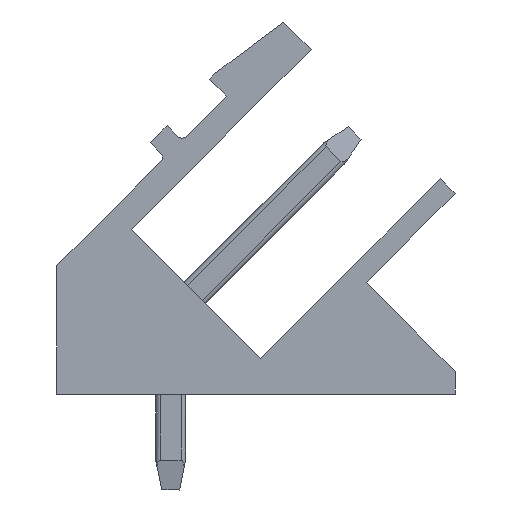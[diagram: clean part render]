
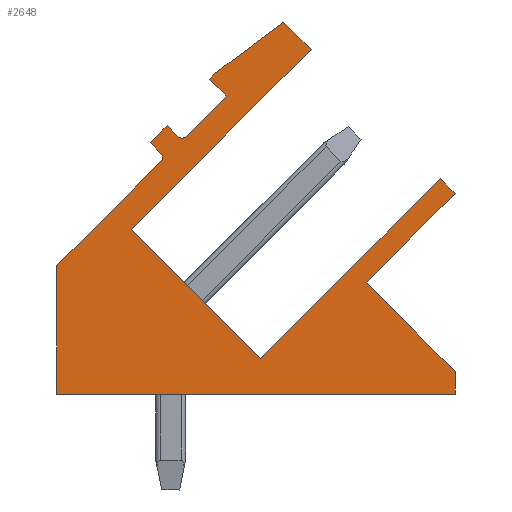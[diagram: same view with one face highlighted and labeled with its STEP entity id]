
A CAD part, left-side view. The second image highlights one B-rep face of the part: STEP entity #2648.
In plain terms, the highlighted planar face has unit normal (-1, 0, 0).
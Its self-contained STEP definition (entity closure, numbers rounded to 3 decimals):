
#1299=AXIS2_PLACEMENT_3D('Circle Axis2P3D',#1297,#1298,$) ;
#1423=AXIS2_PLACEMENT_3D('Circle Axis2P3D',#1421,#1422,$) ;
#2624=AXIS2_PLACEMENT_3D('Plane Axis2P3D',#2621,#2622,#2623) ;
#49=CARTESIAN_POINT('Vertex',(0.,6.505,4.385)) ;
#52=CARTESIAN_POINT('Line Origine',(0.,3.5,7.39)) ;
#56=CARTESIAN_POINT('Vertex',(0.,0.495,10.395)) ;
#87=CARTESIAN_POINT('Vertex',(0.,10.819,8.698)) ;
#90=CARTESIAN_POINT('Line Origine',(0.,8.662,6.541)) ;
#1108=CARTESIAN_POINT('Vertex',(0.,4.808,14.708)) ;
#1111=CARTESIAN_POINT('Line Origine',(0.,7.814,11.703)) ;
#1139=CARTESIAN_POINT('Vertex',(0.,5.728,15.628)) ;
#1142=CARTESIAN_POINT('Line Origine',(0.,5.268,15.168)) ;
#1170=CARTESIAN_POINT('Vertex',(0.,7.99,13.931)) ;
#1173=CARTESIAN_POINT('Line Origine',(0.,6.859,14.779)) ;
#1201=CARTESIAN_POINT('Vertex',(0.,8.202,13.718)) ;
#1204=CARTESIAN_POINT('Line Origine',(0.,8.096,13.824)) ;
#1232=CARTESIAN_POINT('Vertex',(0.,7.637,13.153)) ;
#1235=CARTESIAN_POINT('Line Origine',(0.,7.92,13.436)) ;
#1263=CARTESIAN_POINT('Vertex',(0.,8.98,11.809)) ;
#1266=CARTESIAN_POINT('Line Origine',(0.,8.309,12.481)) ;
#1294=CARTESIAN_POINT('Vertex',(0.,9.263,11.809)) ;
#1297=CARTESIAN_POINT('Axis2P3D Location',(0.,9.122,11.951)) ;
#1325=CARTESIAN_POINT('Vertex',(0.,9.617,12.163)) ;
#1328=CARTESIAN_POINT('Line Origine',(0.,9.44,11.986)) ;
#1356=CARTESIAN_POINT('Vertex',(0.,10.182,11.597)) ;
#1359=CARTESIAN_POINT('Line Origine',(0.,9.899,11.88)) ;
#1387=CARTESIAN_POINT('Vertex',(0.,9.829,11.244)) ;
#1390=CARTESIAN_POINT('Line Origine',(0.,10.006,11.42)) ;
#1418=CARTESIAN_POINT('Vertex',(0.,9.829,10.961)) ;
#1421=CARTESIAN_POINT('Axis2P3D Location',(0.,9.97,11.102)) ;
#1444=CARTESIAN_POINT('Vertex',(0.,13.3,7.489)) ;
#1447=CARTESIAN_POINT('Line Origine',(0.,11.564,9.225)) ;
#1475=CARTESIAN_POINT('Vertex',(0.,13.3,3.2)) ;
#1478=CARTESIAN_POINT('Line Origine',(0.,13.3,5.345)) ;
#1506=CARTESIAN_POINT('Vertex',(0.,0.,3.2)) ;
#1509=CARTESIAN_POINT('Line Origine',(0.,6.65,3.2)) ;
#2527=CARTESIAN_POINT('Vertex',(0.,0.,3.96)) ;
#2530=CARTESIAN_POINT('Line Origine',(0.,0.,3.58)) ;
#2558=CARTESIAN_POINT('Vertex',(0.,2.97,6.93)) ;
#2561=CARTESIAN_POINT('Line Origine',(0.,1.485,5.445)) ;
#2589=CARTESIAN_POINT('Vertex',(0.,0.,9.9)) ;
#2592=CARTESIAN_POINT('Line Origine',(0.,1.485,8.415)) ;
#2609=CARTESIAN_POINT('Line Origine',(0.,0.247,10.147)) ;
#2621=CARTESIAN_POINT('Axis2P3D Location',(0.,0.,0.)) ;
#53=DIRECTION('Vector Direction',(0.,0.707,-0.707)) ;
#91=DIRECTION('Vector Direction',(0.,-0.707,-0.707)) ;
#1112=DIRECTION('Vector Direction',(0.,-0.707,0.707)) ;
#1143=DIRECTION('Vector Direction',(0.,-0.707,-0.707)) ;
#1174=DIRECTION('Vector Direction',(0.,-0.8,0.6)) ;
#1205=DIRECTION('Vector Direction',(0.,-0.707,0.707)) ;
#1236=DIRECTION('Vector Direction',(0.,0.707,0.707)) ;
#1267=DIRECTION('Vector Direction',(0.,-0.707,0.707)) ;
#1298=DIRECTION('Axis2P3D Direction',(-1.,0.,0.)) ;
#1329=DIRECTION('Vector Direction',(0.,-0.707,-0.707)) ;
#1360=DIRECTION('Vector Direction',(0.,-0.707,0.707)) ;
#1391=DIRECTION('Vector Direction',(0.,0.707,0.707)) ;
#1422=DIRECTION('Axis2P3D Direction',(-1.,0.,0.)) ;
#1448=DIRECTION('Vector Direction',(0.,-0.707,0.707)) ;
#1479=DIRECTION('Vector Direction',(0.,0.,1.)) ;
#1510=DIRECTION('Vector Direction',(0.,1.,0.)) ;
#2531=DIRECTION('Vector Direction',(0.,0.,-1.)) ;
#2562=DIRECTION('Vector Direction',(0.,-0.707,-0.707)) ;
#2593=DIRECTION('Vector Direction',(0.,0.707,-0.707)) ;
#2610=DIRECTION('Vector Direction',(0.,-0.707,-0.707)) ;
#2622=DIRECTION('Axis2P3D Direction',(-1.,0.,0.)) ;
#2623=DIRECTION('Axis2P3D XDirection',(0.,0.,1.)) ;
#54=VECTOR('Line Direction',#53,1.) ;
#92=VECTOR('Line Direction',#91,1.) ;
#1113=VECTOR('Line Direction',#1112,1.) ;
#1144=VECTOR('Line Direction',#1143,1.) ;
#1175=VECTOR('Line Direction',#1174,1.) ;
#1206=VECTOR('Line Direction',#1205,1.) ;
#1237=VECTOR('Line Direction',#1236,1.) ;
#1268=VECTOR('Line Direction',#1267,1.) ;
#1330=VECTOR('Line Direction',#1329,1.) ;
#1361=VECTOR('Line Direction',#1360,1.) ;
#1392=VECTOR('Line Direction',#1391,1.) ;
#1449=VECTOR('Line Direction',#1448,1.) ;
#1480=VECTOR('Line Direction',#1479,1.) ;
#1511=VECTOR('Line Direction',#1510,1.) ;
#2532=VECTOR('Line Direction',#2531,1.) ;
#2563=VECTOR('Line Direction',#2562,1.) ;
#2594=VECTOR('Line Direction',#2593,1.) ;
#2611=VECTOR('Line Direction',#2610,1.) ;
#2627=ORIENTED_EDGE('',*,*,#58,.T.) ;
#2628=ORIENTED_EDGE('',*,*,#94,.T.) ;
#2629=ORIENTED_EDGE('',*,*,#1115,.T.) ;
#2630=ORIENTED_EDGE('',*,*,#1146,.T.) ;
#2631=ORIENTED_EDGE('',*,*,#1177,.T.) ;
#2632=ORIENTED_EDGE('',*,*,#1208,.T.) ;
#2633=ORIENTED_EDGE('',*,*,#1239,.T.) ;
#2634=ORIENTED_EDGE('',*,*,#1270,.T.) ;
#2635=ORIENTED_EDGE('',*,*,#1301,.T.) ;
#2636=ORIENTED_EDGE('',*,*,#1332,.T.) ;
#2637=ORIENTED_EDGE('',*,*,#1363,.T.) ;
#2638=ORIENTED_EDGE('',*,*,#1394,.T.) ;
#2639=ORIENTED_EDGE('',*,*,#1425,.T.) ;
#2640=ORIENTED_EDGE('',*,*,#1451,.T.) ;
#2641=ORIENTED_EDGE('',*,*,#1482,.T.) ;
#2642=ORIENTED_EDGE('',*,*,#1513,.T.) ;
#2643=ORIENTED_EDGE('',*,*,#2534,.T.) ;
#2644=ORIENTED_EDGE('',*,*,#2565,.T.) ;
#2645=ORIENTED_EDGE('',*,*,#2596,.T.) ;
#2646=ORIENTED_EDGE('',*,*,#2613,.T.) ;
#2648=ADVANCED_FACE('Housing',(#2647),#2625,.T.) ;
#1300=CIRCLE('generated circle',#1299,0.2) ;
#1424=CIRCLE('generated circle',#1423,0.2) ;
#58=EDGE_CURVE('',#57,#50,#55,.T.) ;
#94=EDGE_CURVE('',#50,#88,#93,.F.) ;
#1115=EDGE_CURVE('',#88,#1109,#1114,.T.) ;
#1146=EDGE_CURVE('',#1109,#1140,#1145,.F.) ;
#1177=EDGE_CURVE('',#1140,#1171,#1176,.F.) ;
#1208=EDGE_CURVE('',#1171,#1202,#1207,.F.) ;
#1239=EDGE_CURVE('',#1202,#1233,#1238,.F.) ;
#1270=EDGE_CURVE('',#1233,#1264,#1269,.F.) ;
#1301=EDGE_CURVE('',#1264,#1295,#1300,.F.) ;
#1332=EDGE_CURVE('',#1295,#1326,#1331,.F.) ;
#1363=EDGE_CURVE('',#1326,#1357,#1362,.F.) ;
#1394=EDGE_CURVE('',#1357,#1388,#1393,.F.) ;
#1425=EDGE_CURVE('',#1388,#1419,#1424,.F.) ;
#1451=EDGE_CURVE('',#1419,#1445,#1450,.F.) ;
#1482=EDGE_CURVE('',#1445,#1476,#1481,.F.) ;
#1513=EDGE_CURVE('',#1476,#1507,#1512,.F.) ;
#2534=EDGE_CURVE('',#1507,#2528,#2533,.F.) ;
#2565=EDGE_CURVE('',#2528,#2559,#2564,.F.) ;
#2596=EDGE_CURVE('',#2559,#2590,#2595,.F.) ;
#2613=EDGE_CURVE('',#2590,#57,#2612,.F.) ;
#2626=EDGE_LOOP('',(#2627,#2628,#2629,#2630,#2631,#2632,#2633,#2634,#2635,#2636,#2637,#2638,#2639,#2640,#2641,#2642,#2643,#2644,#2645,#2646)) ;
#2647=FACE_OUTER_BOUND('',#2626,.T.) ;
#55=LINE('Line',#52,#54) ;
#93=LINE('Line',#90,#92) ;
#1114=LINE('Line',#1111,#1113) ;
#1145=LINE('Line',#1142,#1144) ;
#1176=LINE('Line',#1173,#1175) ;
#1207=LINE('Line',#1204,#1206) ;
#1238=LINE('Line',#1235,#1237) ;
#1269=LINE('Line',#1266,#1268) ;
#1331=LINE('Line',#1328,#1330) ;
#1362=LINE('Line',#1359,#1361) ;
#1393=LINE('Line',#1390,#1392) ;
#1450=LINE('Line',#1447,#1449) ;
#1481=LINE('Line',#1478,#1480) ;
#1512=LINE('Line',#1509,#1511) ;
#2533=LINE('Line',#2530,#2532) ;
#2564=LINE('Line',#2561,#2563) ;
#2595=LINE('Line',#2592,#2594) ;
#2612=LINE('Line',#2609,#2611) ;
#2625=PLANE('',#2624) ;
#50=VERTEX_POINT('',#49) ;
#57=VERTEX_POINT('',#56) ;
#88=VERTEX_POINT('',#87) ;
#1109=VERTEX_POINT('',#1108) ;
#1140=VERTEX_POINT('',#1139) ;
#1171=VERTEX_POINT('',#1170) ;
#1202=VERTEX_POINT('',#1201) ;
#1233=VERTEX_POINT('',#1232) ;
#1264=VERTEX_POINT('',#1263) ;
#1295=VERTEX_POINT('',#1294) ;
#1326=VERTEX_POINT('',#1325) ;
#1357=VERTEX_POINT('',#1356) ;
#1388=VERTEX_POINT('',#1387) ;
#1419=VERTEX_POINT('',#1418) ;
#1445=VERTEX_POINT('',#1444) ;
#1476=VERTEX_POINT('',#1475) ;
#1507=VERTEX_POINT('',#1506) ;
#2528=VERTEX_POINT('',#2527) ;
#2559=VERTEX_POINT('',#2558) ;
#2590=VERTEX_POINT('',#2589) ;
